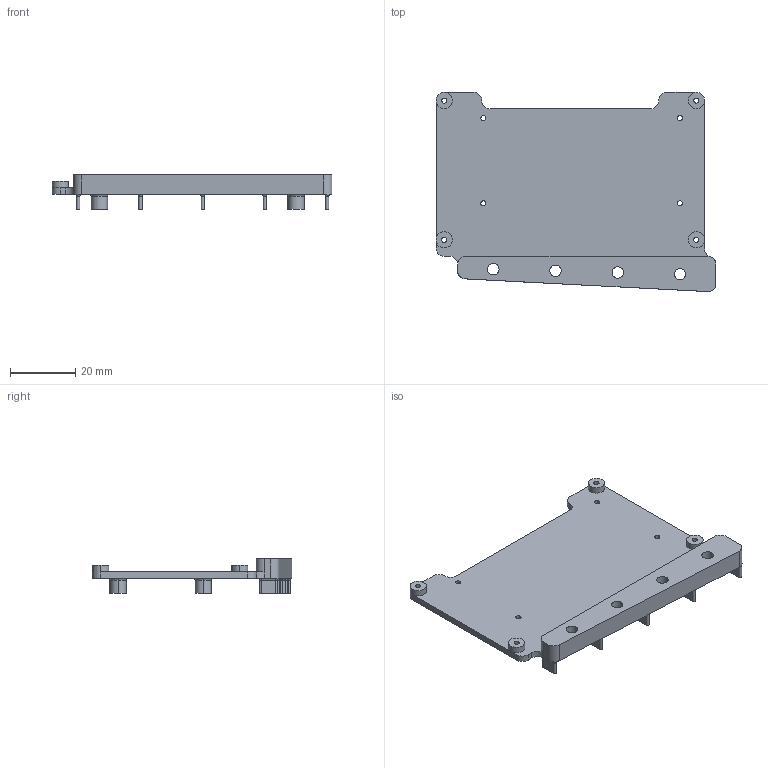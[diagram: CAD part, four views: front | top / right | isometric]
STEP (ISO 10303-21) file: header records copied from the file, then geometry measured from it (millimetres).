
FILE_DESCRIPTION(('CATIA V5 STEP Exchange'),'2;1');
FILE_NAME('displayhalterung.stp','2011-10-09T21:31:50+00:00',('none'),('none'),'CATIA Version 5 Release 21 SP 1 (IN-10)','CATIA V5 STEP AP203','none');
FILE_SCHEMA(('CONFIG_CONTROL_DESIGN'));
Length unit declared in the file: millimetre
Products named in the file (1): Displayhalterung2
Bounding box: 85.5 x 60.83 x 10.5 mm (x, y, z)
Volume: 12206.4 mm3; surface area: 11414.7 mm2
Topology: 1 solids, 1 shells, 126 faces, 326 edges, 206 vertices
Faces by surface type: cylinder 71, plane 37, torus 18
Entity records: 3671 total; most frequent: CARTESIAN_POINT 668, ORIENTED_EDGE 652, DIRECTION 503, EDGE_CURVE 326, AXIS2_PLACEMENT_3D 269, VERTEX_POINT 206, CIRCLE 176, EDGE_LOOP 156
